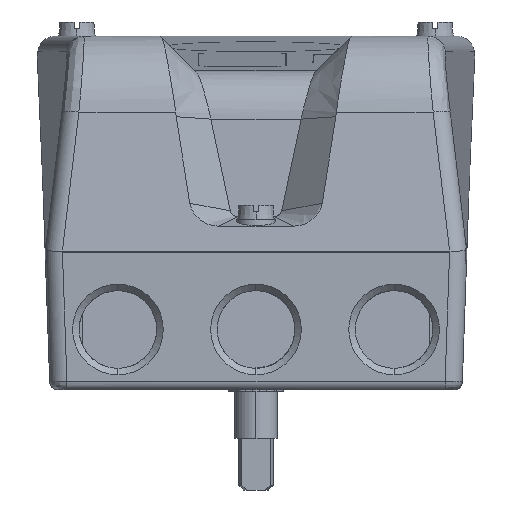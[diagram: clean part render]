
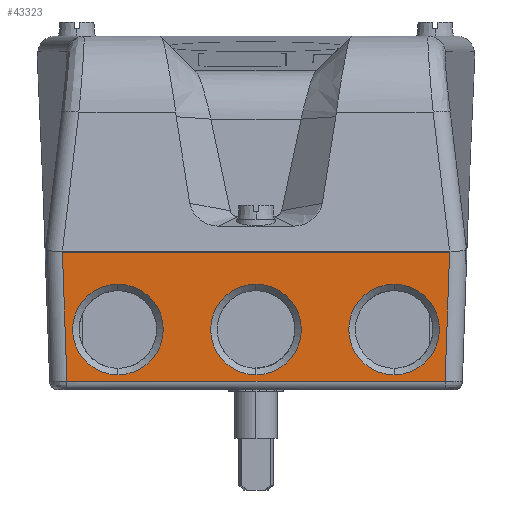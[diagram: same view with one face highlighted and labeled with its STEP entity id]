
A CAD part, front view. The second image highlights one B-rep face of the part: STEP entity #43323.
In plain terms, the highlighted planar face has unit normal (0, -1, 0).
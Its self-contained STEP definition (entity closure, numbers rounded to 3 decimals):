
#1490 = FACE_BOUND ( 'NONE', #27251, .T. ) ;
#1985 = DIRECTION ( 'NONE',  ( 0., -1., 0. ) ) ;
#2125 = DIRECTION ( 'NONE',  ( 0., 1., 0. ) ) ;
#2337 = DIRECTION ( 'NONE',  ( 0., -1., 0. ) ) ;
#2762 = EDGE_CURVE ( 'NONE', #39938, #14748, #8623, .T. ) ;
#3644 = DIRECTION ( 'NONE',  ( 0., 0., -1. ) ) ;
#5125 = DIRECTION ( 'NONE',  ( 0., -1., 0. ) ) ;
#6165 = CARTESIAN_POINT ( 'NONE',  ( 35.588, 0., 34.017 ) ) ;
#7681 = LINE ( 'NONE', #69170, #34808 ) ;
#8623 = CIRCLE ( 'NONE', #56419, 10.5 ) ;
#9133 = VERTEX_POINT ( 'NONE', #6165 ) ;
#9470 = CIRCLE ( 'NONE', #21684, 10.5 ) ;
#12048 = EDGE_CURVE ( 'NONE', #33105, #9133, #39689, .T. ) ;
#13026 = CARTESIAN_POINT ( 'NONE',  ( 22.723, 0., 26.517 ) ) ;
#14130 = DIRECTION ( 'NONE',  ( 0., -1., 0. ) ) ;
#14494 = CARTESIAN_POINT ( 'NONE',  ( -41.277, 0., 5.517 ) ) ;
#14748 = VERTEX_POINT ( 'NONE', #14494 ) ;
#15227 = ORIENTED_EDGE ( 'NONE', *, *, #17646, .F. ) ;
#15901 = LINE ( 'NONE', #22549, #57608 ) ;
#16740 = VERTEX_POINT ( 'NONE', #43749 ) ;
#17646 = EDGE_CURVE ( 'NONE', #47144, #18131, #9470, .T. ) ;
#18131 = VERTEX_POINT ( 'NONE', #13026 ) ;
#18371 = ORIENTED_EDGE ( 'NONE', *, *, #25292, .F. ) ;
#19738 = EDGE_LOOP ( 'NONE', ( #36700, #30609 ) ) ;
#19869 = ORIENTED_EDGE ( 'NONE', *, *, #2762, .F. ) ;
#20103 = CARTESIAN_POINT ( 'NONE',  ( 34.54, 0., 4.017 ) ) ;
#20449 = CARTESIAN_POINT ( 'NONE',  ( -9.277, 0., 16.017 ) ) ;
#21684 = AXIS2_PLACEMENT_3D ( 'NONE', #37651, #5125, #43120 ) ;
#22143 = AXIS2_PLACEMENT_3D ( 'NONE', #46709, #14130, #52178 ) ;
#22549 = CARTESIAN_POINT ( 'NONE',  ( -55.053, 0., 60.101 ) ) ;
#23097 = CIRCLE ( 'NONE', #22143, 10.5 ) ;
#23849 = EDGE_CURVE ( 'NONE', #9133, #40417, #7681, .T. ) ;
#23921 = PLANE ( 'NONE',  #66394 ) ;
#25292 = EDGE_CURVE ( 'NONE', #18131, #47144, #68870, .T. ) ;
#25905 = DIRECTION ( 'NONE',  ( 0., 0., -1. ) ) ;
#26934 = EDGE_CURVE ( 'NONE', #44534, #33105, #15901, .T. ) ;
#27016 = AXIS2_PLACEMENT_3D ( 'NONE', #68868, #36182, #3644 ) ;
#27251 = EDGE_LOOP ( 'NONE', ( #33960, #19869 ) ) ;
#29434 = CARTESIAN_POINT ( 'NONE',  ( -9.277, 0., 41.62 ) ) ;
#30609 = ORIENTED_EDGE ( 'NONE', *, *, #31604, .F. ) ;
#31022 = CARTESIAN_POINT ( 'NONE',  ( -54.142, 0., 34.017 ) ) ;
#31228 = EDGE_CURVE ( 'NONE', #40417, #44534, #65756, .T. ) ;
#31604 = EDGE_CURVE ( 'NONE', #40412, #16740, #23097, .T. ) ;
#32010 = DIRECTION ( 'NONE',  ( -1., 0., 0. ) ) ;
#32583 = CARTESIAN_POINT ( 'NONE',  ( -41.277, 0., 26.517 ) ) ;
#33105 = VERTEX_POINT ( 'NONE', #31022 ) ;
#33960 = ORIENTED_EDGE ( 'NONE', *, *, #46489, .F. ) ;
#34503 = CARTESIAN_POINT ( 'NONE',  ( -41.277, 0., 16.017 ) ) ;
#34808 = VECTOR ( 'NONE', #41947, 1000. ) ;
#34843 = CARTESIAN_POINT ( 'NONE',  ( -41.277, 0., 16.017 ) ) ;
#36182 = DIRECTION ( 'NONE',  ( 0., -1., 0. ) ) ;
#36700 = ORIENTED_EDGE ( 'NONE', *, *, #57781, .F. ) ;
#36868 = CIRCLE ( 'NONE', #60704, 10.5 ) ;
#37485 = CARTESIAN_POINT ( 'NONE',  ( -33.152, 0., 4.017 ) ) ;
#37651 = CARTESIAN_POINT ( 'NONE',  ( 22.723, 0., 16.017 ) ) ;
#39689 = LINE ( 'NONE', #61473, #67044 ) ;
#39938 = VERTEX_POINT ( 'NONE', #32583 ) ;
#39962 = ORIENTED_EDGE ( 'NONE', *, *, #31228, .F. ) ;
#39974 = DIRECTION ( 'NONE',  ( 0., 0., -1. ) ) ;
#40322 = DIRECTION ( 'NONE',  ( 0., 0., -1. ) ) ;
#40412 = VERTEX_POINT ( 'NONE', #52686 ) ;
#40417 = VERTEX_POINT ( 'NONE', #20103 ) ;
#41947 = DIRECTION ( 'NONE',  ( -0.035, 0., -0.999 ) ) ;
#43120 = DIRECTION ( 'NONE',  ( 0., 0., -1. ) ) ;
#43323 = ADVANCED_FACE ( 'NONE', ( #1490, #44857, #57663, #46576 ), #23921, .F. ) ;
#43749 = CARTESIAN_POINT ( 'NONE',  ( -9.277, 0., 5.517 ) ) ;
#44534 = VERTEX_POINT ( 'NONE', #54217 ) ;
#44837 = ORIENTED_EDGE ( 'NONE', *, *, #26934, .F. ) ;
#44857 = FACE_BOUND ( 'NONE', #19738, .T. ) ;
#44994 = DIRECTION ( 'NONE',  ( 1., 0., 0. ) ) ;
#46489 = EDGE_CURVE ( 'NONE', #14748, #39938, #36868, .T. ) ;
#46576 = FACE_BOUND ( 'NONE', #55616, .T. ) ;
#46709 = CARTESIAN_POINT ( 'NONE',  ( -9.277, 0., 16.017 ) ) ;
#47144 = VERTEX_POINT ( 'NONE', #68773 ) ;
#52178 = DIRECTION ( 'NONE',  ( 0., 0., -1. ) ) ;
#52686 = CARTESIAN_POINT ( 'NONE',  ( -9.277, 0., 26.517 ) ) ;
#52953 = VECTOR ( 'NONE', #32010, 1000. ) ;
#54217 = CARTESIAN_POINT ( 'NONE',  ( -53.095, 0., 4.017 ) ) ;
#54544 = ORIENTED_EDGE ( 'NONE', *, *, #12048, .F. ) ;
#55616 = EDGE_LOOP ( 'NONE', ( #15227, #18371 ) ) ;
#56419 = AXIS2_PLACEMENT_3D ( 'NONE', #34843, #2337, #40322 ) ;
#57608 = VECTOR ( 'NONE', #60659, 1000. ) ;
#57663 = FACE_OUTER_BOUND ( 'NONE', #63865, .T. ) ;
#57781 = EDGE_CURVE ( 'NONE', #16740, #40412, #58612, .T. ) ;
#58542 = DIRECTION ( 'NONE',  ( 0., -1., 0. ) ) ;
#58612 = CIRCLE ( 'NONE', #61127, 10.5 ) ;
#60659 = DIRECTION ( 'NONE',  ( -0.035, 0., 0.999 ) ) ;
#60704 = AXIS2_PLACEMENT_3D ( 'NONE', #34503, #1985, #39974 ) ;
#61127 = AXIS2_PLACEMENT_3D ( 'NONE', #20449, #58542, #25905 ) ;
#61473 = CARTESIAN_POINT ( 'NONE',  ( -9.277, 0., 34.017 ) ) ;
#62138 = ORIENTED_EDGE ( 'NONE', *, *, #23849, .F. ) ;
#63865 = EDGE_LOOP ( 'NONE', ( #62138, #54544, #44837, #39962 ) ) ;
#65756 = LINE ( 'NONE', #37485, #52953 ) ;
#66394 = AXIS2_PLACEMENT_3D ( 'NONE', #29434, #2125, #67573 ) ;
#67044 = VECTOR ( 'NONE', #44994, 1000. ) ;
#67573 = DIRECTION ( 'NONE',  ( 0., 0., 1. ) ) ;
#68773 = CARTESIAN_POINT ( 'NONE',  ( 22.723, 0., 5.517 ) ) ;
#68868 = CARTESIAN_POINT ( 'NONE',  ( 22.723, 0., 16.017 ) ) ;
#68870 = CIRCLE ( 'NONE', #27016, 10.5 ) ;
#69170 = CARTESIAN_POINT ( 'NONE',  ( 35.588, 0., 34.017 ) ) ;
